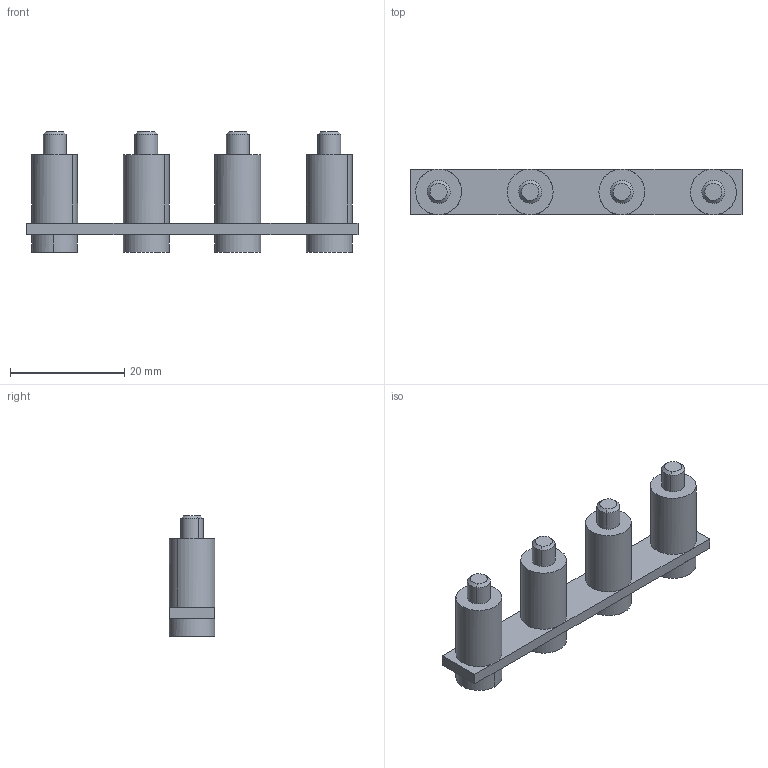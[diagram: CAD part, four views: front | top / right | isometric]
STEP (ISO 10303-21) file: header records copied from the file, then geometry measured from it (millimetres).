
FILE_DESCRIPTION (( 'STEP AP214' ), '1' );
FILE_NAME ('480214_UK 35-4 RDS.STP', '2014-01-20T11:53:42', ( 'arge' ), ( 'Microsoft' ), 'SwSTEP 2.0', 'SolidWorks 2013', '' );
FILE_SCHEMA (( 'AUTOMOTIVE_DESIGN' ));
Length unit declared in the file: millimetre
Products named in the file (1): 480214_UK 35-4 RDS
Bounding box: 58 x 8 x 21.1 mm (x, y, z)
Volume: 4107.3 mm3; surface area: 3147.5 mm2
Topology: 1 solids, 5 shells, 82 faces, 180 edges, 112 vertices
Faces by surface type: cylinder 40, plane 34, cone 8
Entity records: 3110 total; most frequent: DIRECTION 450, CARTESIAN_POINT 375, ORIENTED_EDGE 360, AXIS2_PLACEMENT_3D 187, EDGE_CURVE 180, VERTEX_POINT 112, CIRCLE 104, EDGE_LOOP 94
